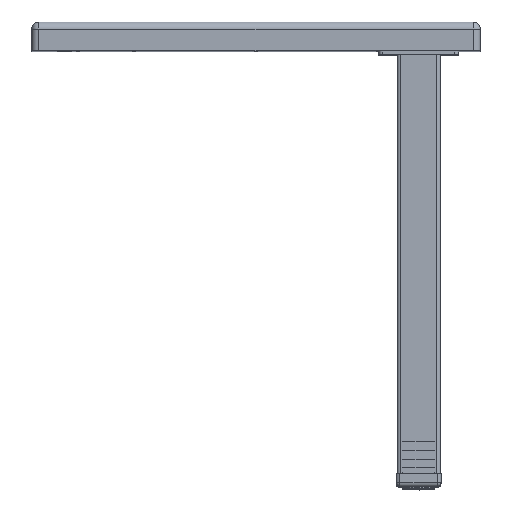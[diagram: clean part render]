
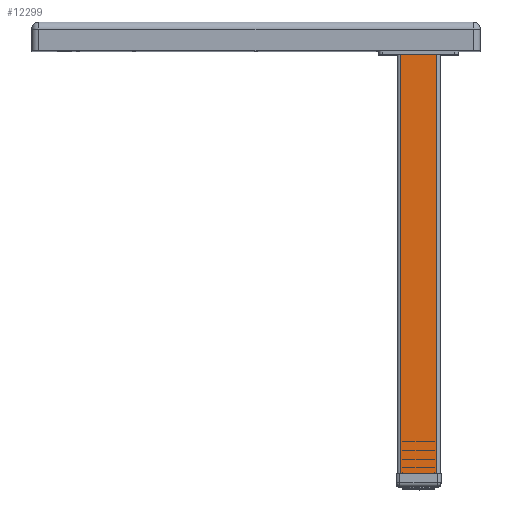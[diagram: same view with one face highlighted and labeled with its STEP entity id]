
A CAD part, top view. The second image highlights one B-rep face of the part: STEP entity #12299.
In plain terms, the highlighted planar face has unit normal (0, 0, 1).
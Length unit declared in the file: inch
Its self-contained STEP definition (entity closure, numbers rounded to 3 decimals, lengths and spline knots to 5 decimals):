
#1248=LINE('',#21313,#1858);
#1280=LINE('',#21418,#1890);
#1281=LINE('',#21421,#1891);
#1282=LINE('',#21422,#1892);
#1858=VECTOR('',#15270,0.3937);
#1890=VECTOR('',#15386,0.3937);
#1891=VECTOR('',#15389,0.3937);
#1892=VECTOR('',#15390,0.3937);
#2552=PLANE('',#13464);
#2998=FACE_OUTER_BOUND('',#3945,.T.);
#3945=EDGE_LOOP('',(#9101,#9102,#9103,#9104));
#5577=VERTEX_POINT('',#21310);
#5578=VERTEX_POINT('',#21312);
#5609=VERTEX_POINT('',#21416);
#5610=VERTEX_POINT('',#21420);
#6758=EDGE_CURVE('',#5577,#5578,#1248,.T.);
#6808=EDGE_CURVE('',#5609,#5578,#1280,.T.);
#6809=EDGE_CURVE('',#5609,#5610,#1281,.T.);
#6810=EDGE_CURVE('',#5610,#5577,#1282,.T.);
#9101=ORIENTED_EDGE('',*,*,#6809,.F.);
#9102=ORIENTED_EDGE('',*,*,#6808,.T.);
#9103=ORIENTED_EDGE('',*,*,#6758,.F.);
#9104=ORIENTED_EDGE('',*,*,#6810,.F.);
#12299=ADVANCED_FACE('',(#2998),#2552,.T.);
#13464=AXIS2_PLACEMENT_3D('',#21419,#15387,#15388);
#15270=DIRECTION('',(1.,0.,0.));
#15386=DIRECTION('',(0.,1.,0.));
#15387=DIRECTION('center_axis',(0.,0.,1.));
#15388=DIRECTION('ref_axis',(1.,0.,0.));
#15389=DIRECTION('',(-1.,0.,0.));
#15390=DIRECTION('',(0.,1.,0.));
#21310=CARTESIAN_POINT('',(-1.375,14.4672,0.));
#21312=CARTESIAN_POINT('',(-0.125,14.4672,0.));
#21313=CARTESIAN_POINT('',(-0.125,14.4672,0.));
#21416=CARTESIAN_POINT('',(-0.125,0.,0.));
#21418=CARTESIAN_POINT('',(-0.125,0.,0.));
#21419=CARTESIAN_POINT('Origin',(-1.375,0.,0.));
#21420=CARTESIAN_POINT('',(-1.375,0.,0.));
#21421=CARTESIAN_POINT('',(-0.125,0.,0.));
#21422=CARTESIAN_POINT('',(-1.375,0.,0.));
